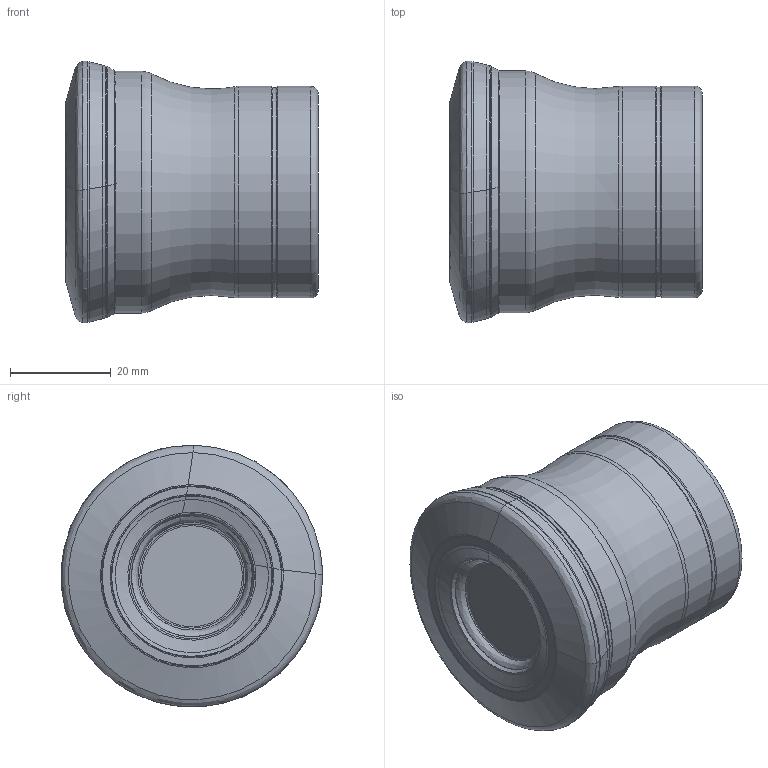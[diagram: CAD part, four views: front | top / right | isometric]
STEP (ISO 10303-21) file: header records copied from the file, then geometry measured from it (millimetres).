
FILE_DESCRIPTION(/* description */ (''),/* implementation_level */ '2;1');
FILE_NAME(/* name */ 'AHFM-WN0907-D052-A22-Z04-H.stp',/* time_stamp */ '2023-10-12T12:47:39+03:00',/* author */ (''),/* organization */ (''),/* preprocessor_version */ 'ST-DEVELOPER v19.4',/* originating_system */ 'SIEMENS PLM Software NX2306.5001',/* authorisation */ '');
FILE_SCHEMA (('AUTOMOTIVE_DESIGN { 1 0 10303 214 3 1 1 1 }'));
Length unit declared in the file: millimetre
Products named in the file (1): AHFM-WN0907-D052-A22-Z04-H-LIGHT_x_t_objects
Bounding box: 50.09 x 51.98 x 51.97 mm (x, y, z)
Volume: 91488.2 mm3; surface area: 15351 mm2
Topology: 2 solids, 2 shells, 99 faces, 194 edges, 98 vertices
Faces by surface type: bspline 78, torus 10, cone 5, cylinder 3, plane 3
Full cylindrical faces by diameter (mm): 42 x2, 48 x1
Entity records: 3066 total; most frequent: CARTESIAN_POINT 1342, ORIENTED_EDGE 352, DIRECTION 326, EDGE_CURVE 176, AXIS2_PLACEMENT_3D 132, EDGE_LOOP 118, ADVANCED_FACE 99, CIRCLE 98
